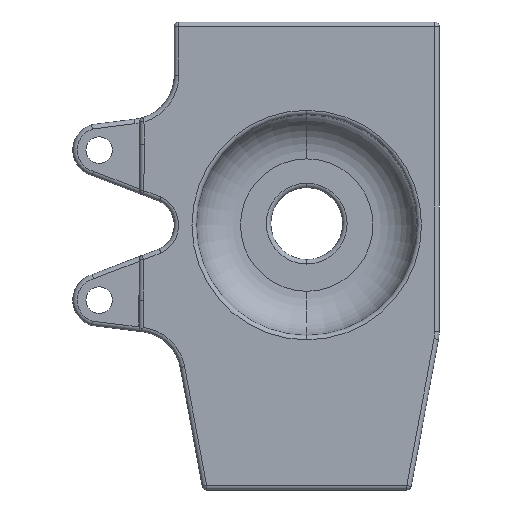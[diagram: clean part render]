
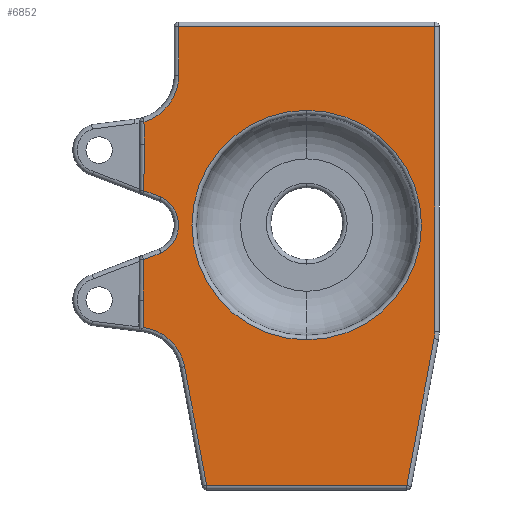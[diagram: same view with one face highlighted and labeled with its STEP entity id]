
A CAD part, front view. The second image highlights one B-rep face of the part: STEP entity #6852.
In plain terms, the highlighted planar face has unit normal (0, -1, 0).
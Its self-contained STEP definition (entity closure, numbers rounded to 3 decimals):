
#116 = ORIENTED_EDGE ( 'NONE', *, *, #3286, .T. ) ;
#251 = LINE ( 'NONE', #11532, #3192 ) ;
#683 = VERTEX_POINT ( 'NONE', #2079 ) ;
#1471 = VERTEX_POINT ( 'NONE', #4973 ) ;
#1524 = ORIENTED_EDGE ( 'NONE', *, *, #11124, .T. ) ;
#1554 = VECTOR ( 'NONE', #18665, 1000. ) ;
#1568 = CARTESIAN_POINT ( 'NONE',  ( 19.34, 0., -78.079 ) ) ;
#1589 = CARTESIAN_POINT ( 'NONE',  ( -38.66, 0., -9. ) ) ;
#1715 = CIRCLE ( 'NONE', #4117, 26. ) ;
#1833 = CARTESIAN_POINT ( 'NONE',  ( -46.537, 0., -46.202 ) ) ;
#1884 = LINE ( 'NONE', #1568, #17951 ) ;
#1974 = VERTEX_POINT ( 'NONE', #1833 ) ;
#2050 = ORIENTED_EDGE ( 'NONE', *, *, #14759, .T. ) ;
#2079 = CARTESIAN_POINT ( 'NONE',  ( -46.613, 0., -61.827 ) ) ;
#2153 = CARTESIAN_POINT ( 'NONE',  ( -46.485, 0., -35.641 ) ) ;
#2174 = AXIS2_PLACEMENT_3D ( 'NONE', #20505, #20286, #16937 ) ;
#2395 = CARTESIAN_POINT ( 'NONE',  ( -38.66, 0., -78.079 ) ) ;
#2544 = ORIENTED_EDGE ( 'NONE', *, *, #13598, .T. ) ;
#2583 = CARTESIAN_POINT ( 'NONE',  ( 10.34, 0., -113. ) ) ;
#2672 = CARTESIAN_POINT ( 'NONE',  ( -49.66, 0., -20.073 ) ) ;
#2704 = ORIENTED_EDGE ( 'NONE', *, *, #4356, .T. ) ;
#3007 = AXIS2_PLACEMENT_3D ( 'NONE', #14297, #4485, #9336 ) ;
#3174 = LINE ( 'NONE', #19564, #19963 ) ;
#3176 = FACE_BOUND ( 'NONE', #5279, .T. ) ;
#3192 = VECTOR ( 'NONE', #3332, 1000. ) ;
#3286 = EDGE_CURVE ( 'NONE', #17323, #18571, #251, .T. ) ;
#3332 = DIRECTION ( 'NONE',  ( -1., 0., 0. ) ) ;
#3630 = DIRECTION ( 'NONE',  ( 0., 0., 1. ) ) ;
#3693 = DIRECTION ( 'NONE',  ( 0., 1., 0. ) ) ;
#3739 = VECTOR ( 'NONE', #15377, 1000. ) ;
#3902 = EDGE_CURVE ( 'NONE', #20358, #20793, #5271, .T. ) ;
#3938 = VERTEX_POINT ( 'NONE', #14362 ) ;
#3959 = CARTESIAN_POINT ( 'NONE',  ( -38.66, 0., -20.073 ) ) ;
#4117 = AXIS2_PLACEMENT_3D ( 'NONE', #15226, #3693, #4125 ) ;
#4125 = DIRECTION ( 'NONE',  ( 0., 0., 1. ) ) ;
#4278 = VERTEX_POINT ( 'NONE', #4746 ) ;
#4279 = DIRECTION ( 'NONE',  ( 0., 0., 1. ) ) ;
#4356 = EDGE_CURVE ( 'NONE', #1974, #3938, #8511, .T. ) ;
#4379 = EDGE_CURVE ( 'NONE', #1471, #4278, #20773, .T. ) ;
#4485 = DIRECTION ( 'NONE',  ( 0., 1., 0. ) ) ;
#4746 = CARTESIAN_POINT ( 'NONE',  ( -9.66, 0., -28. ) ) ;
#4806 = AXIS2_PLACEMENT_3D ( 'NONE', #12737, #7984, #20850 ) ;
#4898 = AXIS2_PLACEMENT_3D ( 'NONE', #8997, #11044, #16002 ) ;
#4920 = CARTESIAN_POINT ( 'NONE',  ( 19.189, 0., -79.723 ) ) ;
#4973 = CARTESIAN_POINT ( 'NONE',  ( -9.66, 0., -80. ) ) ;
#5081 = VECTOR ( 'NONE', #10207, 1000. ) ;
#5107 = EDGE_CURVE ( 'NONE', #20732, #20358, #3174, .T. ) ;
#5206 = CARTESIAN_POINT ( 'NONE',  ( -2.361, 0., -44.892 ) ) ;
#5271 = CIRCLE ( 'NONE', #4898, 9. ) ;
#5279 = EDGE_LOOP ( 'NONE', ( #18084, #9622 ) ) ;
#5302 = LINE ( 'NONE', #2395, #1554 ) ;
#5588 = CARTESIAN_POINT ( 'NONE',  ( -45.676, 0., -54. ) ) ;
#5712 = EDGE_CURVE ( 'NONE', #13956, #19891, #6634, .T. ) ;
#5810 = VERTEX_POINT ( 'NONE', #7620 ) ;
#5816 = LINE ( 'NONE', #2583, #7022 ) ;
#5898 = DIRECTION ( 'NONE',  ( -0.005, 0., -1. ) ) ;
#5927 = DIRECTION ( 'NONE',  ( 1., 0., 0. ) ) ;
#5943 = EDGE_CURVE ( 'NONE', #9686, #10974, #18932, .T. ) ;
#5975 = EDGE_LOOP ( 'NONE', ( #10403, #12523, #16664, #2544, #16643, #18701, #9924, #7921, #1524, #116, #8976, #2050, #17827, #19964, #2704, #19330 ) ) ;
#6634 = LINE ( 'NONE', #20113, #8950 ) ;
#6852 = ADVANCED_FACE ( 'NONE', ( #12884, #3176 ), #15929, .F. ) ;
#7022 = VECTOR ( 'NONE', #5927, 1000. ) ;
#7620 = CARTESIAN_POINT ( 'NONE',  ( -46.485, 0., -35.647 ) ) ;
#7751 = CIRCLE ( 'NONE', #16020, 7. ) ;
#7913 = CARTESIAN_POINT ( 'NONE',  ( -46.657, 0., -77.176 ) ) ;
#7921 = ORIENTED_EDGE ( 'NONE', *, *, #3902, .T. ) ;
#7984 = DIRECTION ( 'NONE',  ( 0., 1., 0. ) ) ;
#8511 = LINE ( 'NONE', #12299, #17977 ) ;
#8803 = DIRECTION ( 'NONE',  ( 0., 1., 0. ) ) ;
#8950 = VECTOR ( 'NONE', #20227, 1000. ) ;
#8976 = ORIENTED_EDGE ( 'NONE', *, *, #13322, .T. ) ;
#8997 = CARTESIAN_POINT ( 'NONE',  ( 10.34, 0., -78.079 ) ) ;
#9336 = DIRECTION ( 'NONE',  ( 0., 0., 1. ) ) ;
#9622 = ORIENTED_EDGE ( 'NONE', *, *, #4379, .T. ) ;
#9633 = DIRECTION ( 'NONE',  ( 0., 0., 1. ) ) ;
#9686 = VERTEX_POINT ( 'NONE', #16102 ) ;
#9790 = CARTESIAN_POINT ( 'NONE',  ( -32.328, 0., -113. ) ) ;
#9803 = VERTEX_POINT ( 'NONE', #18925 ) ;
#9924 = ORIENTED_EDGE ( 'NONE', *, *, #5107, .T. ) ;
#10071 = DIRECTION ( 'NONE',  ( 0.183, 0., 0.983 ) ) ;
#10207 = DIRECTION ( 'NONE',  ( 0.007, 0., -1. ) ) ;
#10403 = ORIENTED_EDGE ( 'NONE', *, *, #15732, .T. ) ;
#10654 = AXIS2_PLACEMENT_3D ( 'NONE', #2672, #8803, #4279 ) ;
#10974 = VERTEX_POINT ( 'NONE', #7913 ) ;
#11044 = DIRECTION ( 'NONE',  ( 0., -1., 0. ) ) ;
#11124 = EDGE_CURVE ( 'NONE', #20793, #17323, #1884, .T. ) ;
#11321 = VERTEX_POINT ( 'NONE', #20091 ) ;
#11396 = DIRECTION ( 'NONE',  ( -0.005, 0., -1. ) ) ;
#11532 = CARTESIAN_POINT ( 'NONE',  ( 10.34, 0., -9. ) ) ;
#11915 = EDGE_CURVE ( 'NONE', #11321, #5810, #19814, .T. ) ;
#12094 = CARTESIAN_POINT ( 'NONE',  ( 19.34, 0., -78.079 ) ) ;
#12299 = CARTESIAN_POINT ( 'NONE',  ( 13.715, 0., -69.261 ) ) ;
#12457 = CARTESIAN_POINT ( 'NONE',  ( -46.69, 0., -77.802 ) ) ;
#12523 = ORIENTED_EDGE ( 'NONE', *, *, #17033, .T. ) ;
#12737 = CARTESIAN_POINT ( 'NONE',  ( -48.145, 0., -88.075 ) ) ;
#12884 = FACE_OUTER_BOUND ( 'NONE', #5975, .T. ) ;
#13025 = CIRCLE ( 'NONE', #10654, 11. ) ;
#13168 = LINE ( 'NONE', #5206, #16856 ) ;
#13322 = EDGE_CURVE ( 'NONE', #18571, #14721, #5302, .T. ) ;
#13598 = EDGE_CURVE ( 'NONE', #10974, #13956, #16168, .T. ) ;
#13756 = CARTESIAN_POINT ( 'NONE',  ( -46.657, 0., -78.06 ) ) ;
#13956 = VERTEX_POINT ( 'NONE', #21262 ) ;
#14297 = CARTESIAN_POINT ( 'NONE',  ( 10.34, 0., -78.079 ) ) ;
#14362 = CARTESIAN_POINT ( 'NONE',  ( -42.634, 0., -47.696 ) ) ;
#14507 = LINE ( 'NONE', #19472, #18027 ) ;
#14721 = VERTEX_POINT ( 'NONE', #3959 ) ;
#14759 = EDGE_CURVE ( 'NONE', #14721, #11321, #13025, .T. ) ;
#15226 = CARTESIAN_POINT ( 'NONE',  ( -9.66, 0., -54. ) ) ;
#15377 = DIRECTION ( 'NONE',  ( 0., 0., -1. ) ) ;
#15732 = EDGE_CURVE ( 'NONE', #9803, #683, #13168, .T. ) ;
#15816 = EDGE_CURVE ( 'NONE', #4278, #1471, #1715, .T. ) ;
#15929 = PLANE ( 'NONE',  #3007 ) ;
#16002 = DIRECTION ( 'NONE',  ( 0., 0., 1. ) ) ;
#16020 = AXIS2_PLACEMENT_3D ( 'NONE', #5588, #18391, #3630 ) ;
#16087 = CARTESIAN_POINT ( 'NONE',  ( 19.34, 0., -9. ) ) ;
#16102 = CARTESIAN_POINT ( 'NONE',  ( -46.657, 0., -70.991 ) ) ;
#16168 = CIRCLE ( 'NONE', #4806, 11. ) ;
#16643 = ORIENTED_EDGE ( 'NONE', *, *, #5712, .T. ) ;
#16664 = ORIENTED_EDGE ( 'NONE', *, *, #5943, .T. ) ;
#16856 = VECTOR ( 'NONE', #19749, 1000. ) ;
#16858 = EDGE_CURVE ( 'NONE', #19891, #20732, #5816, .T. ) ;
#16937 = DIRECTION ( 'NONE',  ( 0., 0., 1. ) ) ;
#17033 = EDGE_CURVE ( 'NONE', #683, #9686, #14507, .T. ) ;
#17323 = VERTEX_POINT ( 'NONE', #16087 ) ;
#17827 = ORIENTED_EDGE ( 'NONE', *, *, #11915, .T. ) ;
#17951 = VECTOR ( 'NONE', #9633, 1000. ) ;
#17959 = EDGE_CURVE ( 'NONE', #5810, #1974, #20767, .T. ) ;
#17977 = VECTOR ( 'NONE', #18869, 1000. ) ;
#18027 = VECTOR ( 'NONE', #11396, 1000. ) ;
#18084 = ORIENTED_EDGE ( 'NONE', *, *, #15816, .T. ) ;
#18391 = DIRECTION ( 'NONE',  ( 0., 1., 0. ) ) ;
#18545 = CARTESIAN_POINT ( 'NONE',  ( 13.009, 0., -113. ) ) ;
#18571 = VERTEX_POINT ( 'NONE', #1589 ) ;
#18665 = DIRECTION ( 'NONE',  ( 0., 0., -1. ) ) ;
#18701 = ORIENTED_EDGE ( 'NONE', *, *, #16858, .T. ) ;
#18869 = DIRECTION ( 'NONE',  ( 0.934, 0., -0.357 ) ) ;
#18925 = CARTESIAN_POINT ( 'NONE',  ( -42.634, 0., -60.304 ) ) ;
#18932 = LINE ( 'NONE', #13756, #3739 ) ;
#19330 = ORIENTED_EDGE ( 'NONE', *, *, #20615, .T. ) ;
#19472 = CARTESIAN_POINT ( 'NONE',  ( -46.69, 0., -77.802 ) ) ;
#19564 = CARTESIAN_POINT ( 'NONE',  ( 19.189, 0., -79.723 ) ) ;
#19749 = DIRECTION ( 'NONE',  ( -0.934, 0., -0.357 ) ) ;
#19814 = LINE ( 'NONE', #2153, #5081 ) ;
#19891 = VERTEX_POINT ( 'NONE', #9790 ) ;
#19963 = VECTOR ( 'NONE', #10071, 1000. ) ;
#19964 = ORIENTED_EDGE ( 'NONE', *, *, #17959, .T. ) ;
#20091 = CARTESIAN_POINT ( 'NONE',  ( -46.522, 0., -30.616 ) ) ;
#20113 = CARTESIAN_POINT ( 'NONE',  ( -37.175, 0., -86.904 ) ) ;
#20120 = VECTOR ( 'NONE', #5898, 1000. ) ;
#20227 = DIRECTION ( 'NONE',  ( 0.183, 0., -0.983 ) ) ;
#20286 = DIRECTION ( 'NONE',  ( 0., 1., 0. ) ) ;
#20358 = VERTEX_POINT ( 'NONE', #4920 ) ;
#20505 = CARTESIAN_POINT ( 'NONE',  ( -9.66, 0., -54. ) ) ;
#20615 = EDGE_CURVE ( 'NONE', #3938, #9803, #7751, .T. ) ;
#20732 = VERTEX_POINT ( 'NONE', #18545 ) ;
#20767 = LINE ( 'NONE', #12457, #20120 ) ;
#20773 = CIRCLE ( 'NONE', #2174, 26. ) ;
#20793 = VERTEX_POINT ( 'NONE', #12094 ) ;
#20850 = DIRECTION ( 'NONE',  ( 0., 0., 1. ) ) ;
#21262 = CARTESIAN_POINT ( 'NONE',  ( -37.33, 0., -86.067 ) ) ;
